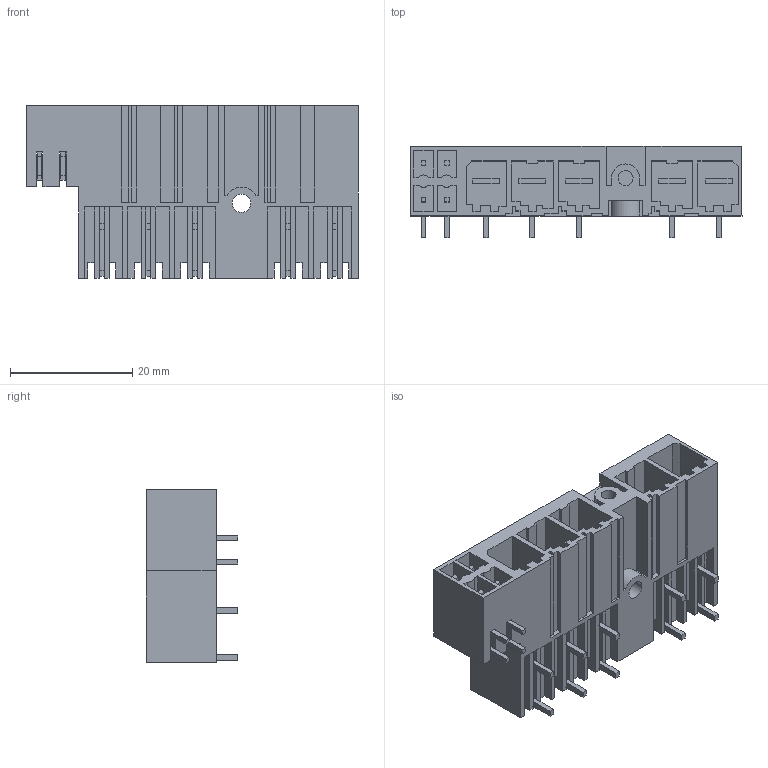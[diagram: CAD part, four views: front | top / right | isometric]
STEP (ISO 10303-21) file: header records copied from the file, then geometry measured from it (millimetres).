
FILE_DESCRIPTION(('CATIA V5R24 STEP','CAx-IF Rec.Pracs.--- Model Styling and Organization---1.2---2011-12-15'),'2;1');
FILE_NAME ('D1449447_0', '2017-05-10T10:20:54+00:00', ('Weidmueller Interface'), ('Weidmueller'), 'CATIA Version 5-6 Release 2014 SP4 HF52', 'CATIA V5 STEP AP214', 'none');
FILE_SCHEMA(('AUTOMOTIVE_DESIGN { 1 0 10303 214 1 1 1 1 }'));
Length unit declared in the file: millimetre
Products named in the file (1): 1156370000
Bounding box: 54.31 x 14.9 x 28.3 mm (x, y, z)
Volume: 9011.8 mm3; surface area: 12083.9 mm2
Topology: 10 solids, 10 shells, 539 faces, 1544 edges, 1034 vertices
Faces by surface type: plane 518, cylinder 21
Entity records: 17076 total; most frequent: ORIENTED_EDGE 3088, CARTESIAN_POINT 3000, DIRECTION 2352, EDGE_CURVE 1544, VECTOR 1496, LINE 1496, VERTEX_POINT 1034, EDGE_LOOP 568
